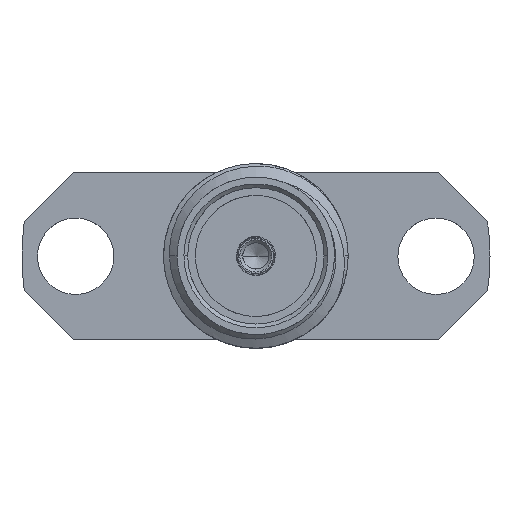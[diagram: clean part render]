
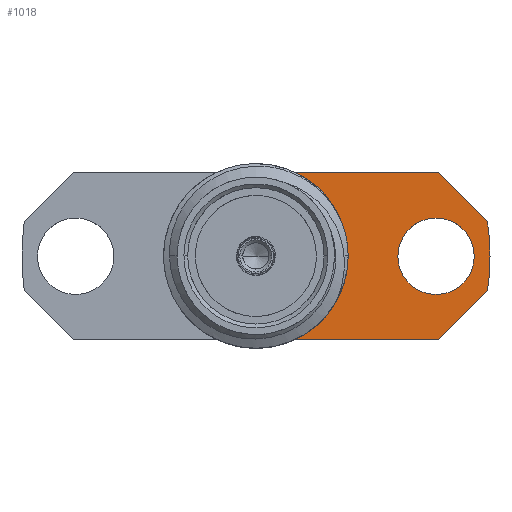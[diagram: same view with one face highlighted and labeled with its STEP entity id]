
A CAD part, top view. The second image highlights one B-rep face of the part: STEP entity #1018.
In plain terms, the highlighted planar face has unit normal (0, 0, 1).
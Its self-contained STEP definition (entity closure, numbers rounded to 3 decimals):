
#28 = ORIENTED_EDGE ( 'NONE', *, *, #1307, .F. ) ;
#95 = DIRECTION ( 'NONE',  ( 1., 0., 0. ) ) ;
#129 = EDGE_LOOP ( 'NONE', ( #2935, #28, #1012, #2824, #3241, #1145, #2308 ) ) ;
#230 = DIRECTION ( 'NONE',  ( 0., 0., -1. ) ) ;
#246 = EDGE_CURVE ( 'NONE', #2965, #1025, #2830, .T. ) ;
#282 = EDGE_CURVE ( 'NONE', #1030, #2917, #1959, .T. ) ;
#294 = DIRECTION ( 'NONE',  ( 1., 0., 0. ) ) ;
#358 = VERTEX_POINT ( 'NONE', #3905 ) ;
#360 = VECTOR ( 'NONE', #1405, 1000. ) ;
#415 = DIRECTION ( 'NONE',  ( 0., 0., -1. ) ) ;
#513 = CIRCLE ( 'NONE', #2235, 1.295 ) ;
#526 = CARTESIAN_POINT ( 'NONE',  ( 0., 0., -7.874 ) ) ;
#719 = ORIENTED_EDGE ( 'NONE', *, *, #1977, .T. ) ;
#841 = CARTESIAN_POINT ( 'NONE',  ( 7.938, 0., -7.874 ) ) ;
#940 = DIRECTION ( 'NONE',  ( -1., 0., 0. ) ) ;
#994 = PLANE ( 'NONE',  #2484 ) ;
#1002 = DIRECTION ( 'NONE',  ( 0., 1., 0. ) ) ;
#1012 = ORIENTED_EDGE ( 'NONE', *, *, #282, .F. ) ;
#1018 = ADVANCED_FACE ( 'NONE', ( #1671, #2402 ), #994, .F. ) ;
#1025 = VERTEX_POINT ( 'NONE', #2071 ) ;
#1030 = VERTEX_POINT ( 'NONE', #4008 ) ;
#1110 = EDGE_CURVE ( 'NONE', #1025, #1391, #2343, .T. ) ;
#1145 = ORIENTED_EDGE ( 'NONE', *, *, #1110, .F. ) ;
#1166 = DIRECTION ( 'NONE',  ( 0., 0., -1. ) ) ;
#1307 = EDGE_CURVE ( 'NONE', #2917, #3221, #1770, .T. ) ;
#1329 = CARTESIAN_POINT ( 'NONE',  ( 0., 0., -7.874 ) ) ;
#1333 = LINE ( 'NONE', #3236, #1758 ) ;
#1384 = CARTESIAN_POINT ( 'NONE',  ( 7.851, -1.166, -7.874 ) ) ;
#1391 = VERTEX_POINT ( 'NONE', #1575 ) ;
#1405 = DIRECTION ( 'NONE',  ( -0.707, -0.707, 0. ) ) ;
#1422 = VERTEX_POINT ( 'NONE', #2202 ) ;
#1457 = EDGE_LOOP ( 'NONE', ( #4246, #719 ) ) ;
#1499 = DIRECTION ( 'NONE',  ( 0.707, -0.707, 0. ) ) ;
#1575 = CARTESIAN_POINT ( 'NONE',  ( 6.185, -2.832, -7.874 ) ) ;
#1615 = CARTESIAN_POINT ( 'NONE',  ( 6.185, 2.832, -7.874 ) ) ;
#1671 = FACE_OUTER_BOUND ( 'NONE', #129, .T. ) ;
#1758 = VECTOR ( 'NONE', #940, 1000. ) ;
#1770 = LINE ( 'NONE', #3084, #4077 ) ;
#1959 = LINE ( 'NONE', #3254, #3527 ) ;
#1977 = EDGE_CURVE ( 'NONE', #1422, #358, #513, .T. ) ;
#2018 = CARTESIAN_POINT ( 'NONE',  ( 0., 0., -7.874 ) ) ;
#2046 = CARTESIAN_POINT ( 'NONE',  ( 6.109, 0., -7.874 ) ) ;
#2051 = EDGE_CURVE ( 'NONE', #1391, #3168, #1333, .T. ) ;
#2071 = CARTESIAN_POINT ( 'NONE',  ( 7.851, -1.166, -7.874 ) ) ;
#2196 = CARTESIAN_POINT ( 'NONE',  ( 0., 0., -7.874 ) ) ;
#2202 = CARTESIAN_POINT ( 'NONE',  ( 4.813, 0., -7.874 ) ) ;
#2235 = AXIS2_PLACEMENT_3D ( 'NONE', #3934, #3908, #2903 ) ;
#2308 = ORIENTED_EDGE ( 'NONE', *, *, #246, .F. ) ;
#2343 = LINE ( 'NONE', #1384, #360 ) ;
#2402 = FACE_BOUND ( 'NONE', #1457, .T. ) ;
#2440 = CIRCLE ( 'NONE', #3892, 7.938 ) ;
#2484 = AXIS2_PLACEMENT_3D ( 'NONE', #2018, #415, #3378 ) ;
#2562 = AXIS2_PLACEMENT_3D ( 'NONE', #2046, #3760, #95 ) ;
#2650 = DIRECTION ( 'NONE',  ( 0., 0., 1. ) ) ;
#2765 = CARTESIAN_POINT ( 'NONE',  ( 7.851, 1.166, -7.874 ) ) ;
#2801 = EDGE_CURVE ( 'NONE', #3221, #2965, #2440, .T. ) ;
#2824 = ORIENTED_EDGE ( 'NONE', *, *, #3604, .F. ) ;
#2830 = CIRCLE ( 'NONE', #3598, 7.938 ) ;
#2862 = DIRECTION ( 'NONE',  ( 1., 0., 0. ) ) ;
#2902 = CIRCLE ( 'NONE', #2562, 1.295 ) ;
#2903 = DIRECTION ( 'NONE',  ( 1., 0., 0. ) ) ;
#2917 = VERTEX_POINT ( 'NONE', #1615 ) ;
#2935 = ORIENTED_EDGE ( 'NONE', *, *, #2801, .F. ) ;
#2965 = VERTEX_POINT ( 'NONE', #841 ) ;
#3051 = EDGE_CURVE ( 'NONE', #358, #1422, #2902, .T. ) ;
#3053 = CARTESIAN_POINT ( 'NONE',  ( 1.127, -2.832, -7.874 ) ) ;
#3084 = CARTESIAN_POINT ( 'NONE',  ( 6.185, 2.832, -7.874 ) ) ;
#3168 = VERTEX_POINT ( 'NONE', #3053 ) ;
#3221 = VERTEX_POINT ( 'NONE', #2765 ) ;
#3236 = CARTESIAN_POINT ( 'NONE',  ( 6.185, -2.832, -7.874 ) ) ;
#3241 = ORIENTED_EDGE ( 'NONE', *, *, #2051, .F. ) ;
#3254 = CARTESIAN_POINT ( 'NONE',  ( -6.185, 2.832, -7.874 ) ) ;
#3378 = DIRECTION ( 'NONE',  ( -1., 0., 0. ) ) ;
#3527 = VECTOR ( 'NONE', #294, 1000. ) ;
#3598 = AXIS2_PLACEMENT_3D ( 'NONE', #526, #1166, #4100 ) ;
#3602 = AXIS2_PLACEMENT_3D ( 'NONE', #1329, #2650, #1002 ) ;
#3604 = EDGE_CURVE ( 'NONE', #3168, #1030, #3877, .T. ) ;
#3760 = DIRECTION ( 'NONE',  ( 0., 0., -1. ) ) ;
#3877 = CIRCLE ( 'NONE', #3602, 3.048 ) ;
#3892 = AXIS2_PLACEMENT_3D ( 'NONE', #2196, #230, #2862 ) ;
#3905 = CARTESIAN_POINT ( 'NONE',  ( 7.404, 0., -7.874 ) ) ;
#3908 = DIRECTION ( 'NONE',  ( 0., 0., -1. ) ) ;
#3934 = CARTESIAN_POINT ( 'NONE',  ( 6.109, 0., -7.874 ) ) ;
#4008 = CARTESIAN_POINT ( 'NONE',  ( 1.127, 2.832, -7.874 ) ) ;
#4077 = VECTOR ( 'NONE', #1499, 1000. ) ;
#4100 = DIRECTION ( 'NONE',  ( 1., 0., 0. ) ) ;
#4246 = ORIENTED_EDGE ( 'NONE', *, *, #3051, .T. ) ;
